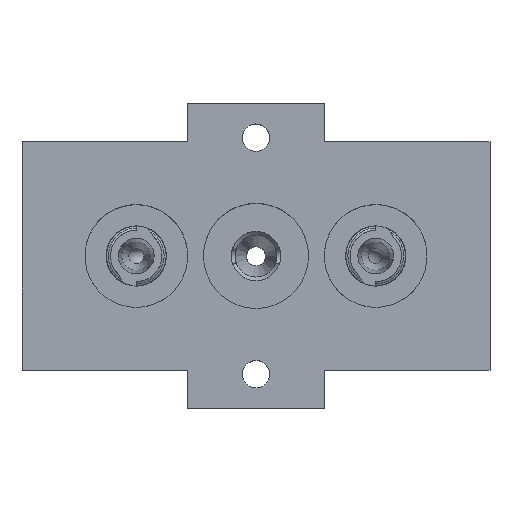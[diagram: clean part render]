
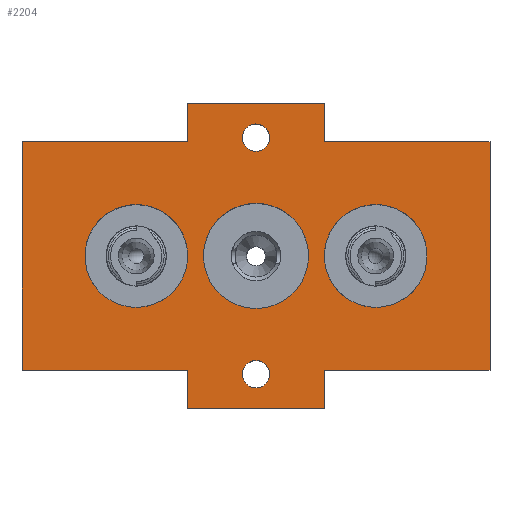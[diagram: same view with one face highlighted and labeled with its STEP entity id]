
A CAD part, top view. The second image highlights one B-rep face of the part: STEP entity #2204.
In plain terms, the highlighted planar face has unit normal (0, 0, 1).
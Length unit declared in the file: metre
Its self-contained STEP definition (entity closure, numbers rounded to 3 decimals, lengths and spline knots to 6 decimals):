
#176=LINE('',#3021,#292);
#185=LINE('',#3049,#301);
#188=LINE('',#3063,#304);
#195=LINE('',#3078,#311);
#196=LINE('',#3092,#312);
#199=LINE('',#3097,#315);
#276=LINE('',#7616,#392);
#277=LINE('',#7618,#393);
#278=LINE('',#7620,#394);
#279=LINE('',#7621,#395);
#280=LINE('',#7623,#396);
#281=LINE('',#7625,#397);
#282=LINE('',#7626,#398);
#283=LINE('',#7627,#399);
#292=VECTOR('',#2458,1.);
#301=VECTOR('',#2479,1.);
#304=VECTOR('',#2492,1.);
#311=VECTOR('',#2501,1.);
#312=VECTOR('',#2518,1.);
#315=VECTOR('',#2523,1.);
#392=VECTOR('',#2978,1.);
#393=VECTOR('',#2979,1.);
#394=VECTOR('',#2980,1.);
#395=VECTOR('',#2981,1.);
#396=VECTOR('',#2982,1.);
#397=VECTOR('',#2983,1.);
#398=VECTOR('',#2984,1.);
#399=VECTOR('',#2985,1.);
#949=ORIENTED_EDGE('',*,*,#1015,.T.);
#950=ORIENTED_EDGE('',*,*,#1301,.F.);
#951=ORIENTED_EDGE('',*,*,#1302,.F.);
#952=ORIENTED_EDGE('',*,*,#1303,.T.);
#953=ORIENTED_EDGE('',*,*,#1041,.T.);
#954=ORIENTED_EDGE('',*,*,#1050,.T.);
#955=ORIENTED_EDGE('',*,*,#1034,.F.);
#956=ORIENTED_EDGE('',*,*,#1304,.F.);
#957=ORIENTED_EDGE('',*,*,#1305,.T.);
#958=ORIENTED_EDGE('',*,*,#1306,.T.);
#959=ORIENTED_EDGE('',*,*,#1028,.F.);
#960=ORIENTED_EDGE('',*,*,#1047,.F.);
#961=ORIENTED_EDGE('',*,*,#1019,.T.);
#962=ORIENTED_EDGE('',*,*,#1307,.T.);
#963=ORIENTED_EDGE('',*,*,#1235,.T.);
#964=ORIENTED_EDGE('',*,*,#1308,.F.);
#965=ORIENTED_EDGE('',*,*,#1030,.T.);
#966=ORIENTED_EDGE('',*,*,#1058,.F.);
#967=ORIENTED_EDGE('',*,*,#1060,.F.);
#1015=EDGE_CURVE('',#1319,#1318,#176,.T.);
#1019=EDGE_CURVE('',#1322,#1323,#1526,.F.);
#1028=EDGE_CURVE('',#1331,#1328,#185,.T.);
#1030=EDGE_CURVE('',#1333,#1333,#1530,.F.);
#1034=EDGE_CURVE('',#1337,#1338,#188,.T.);
#1041=EDGE_CURVE('',#1341,#1344,#195,.T.);
#1047=EDGE_CURVE('',#1319,#1331,#196,.T.);
#1050=EDGE_CURVE('',#1344,#1338,#199,.T.);
#1058=EDGE_CURVE('',#1357,#1357,#1542,.T.);
#1060=EDGE_CURVE('',#1359,#1359,#1544,.T.);
#1235=EDGE_CURVE('',#1475,#1473,#1610,.F.);
#1301=EDGE_CURVE('',#1520,#1318,#276,.T.);
#1302=EDGE_CURVE('',#1521,#1520,#277,.T.);
#1303=EDGE_CURVE('',#1521,#1341,#278,.T.);
#1304=EDGE_CURVE('',#1522,#1337,#279,.T.);
#1305=EDGE_CURVE('',#1522,#1523,#280,.T.);
#1306=EDGE_CURVE('',#1523,#1328,#281,.T.);
#1307=EDGE_CURVE('',#1323,#1322,#282,.T.);
#1308=EDGE_CURVE('',#1475,#1473,#283,.T.);
#1318=VERTEX_POINT('',#3020);
#1319=VERTEX_POINT('',#3022);
#1322=VERTEX_POINT('',#3030);
#1323=VERTEX_POINT('',#3031);
#1328=VERTEX_POINT('',#3042);
#1331=VERTEX_POINT('',#3048);
#1333=VERTEX_POINT('',#3054);
#1337=VERTEX_POINT('',#3062);
#1338=VERTEX_POINT('',#3064);
#1341=VERTEX_POINT('',#3071);
#1344=VERTEX_POINT('',#3077);
#1357=VERTEX_POINT('',#3119);
#1359=VERTEX_POINT('',#3124);
#1473=VERTEX_POINT('',#4472);
#1475=VERTEX_POINT('',#4475);
#1520=VERTEX_POINT('',#7617);
#1521=VERTEX_POINT('',#7619);
#1522=VERTEX_POINT('',#7622);
#1523=VERTEX_POINT('',#7624);
#1526=CIRCLE('',#2232,0.00675);
#1530=CIRCLE('',#2238,0.0069);
#1542=CIRCLE('',#2263,0.0018);
#1544=CIRCLE('',#2266,0.0018);
#1610=CIRCLE('',#2408,0.00675);
#1801=EDGE_LOOP('',(#949,#950,#951,#952,#953,#954,#955,#956,#957,#958,#959,
#960));
#1802=EDGE_LOOP('',(#961,#962));
#1803=EDGE_LOOP('',(#963,#964));
#1804=EDGE_LOOP('',(#965));
#1805=EDGE_LOOP('',(#966));
#1806=EDGE_LOOP('',(#967));
#1997=FACE_BOUND('',#1801,.T.);
#1998=FACE_BOUND('',#1802,.T.);
#1999=FACE_BOUND('',#1803,.T.);
#2000=FACE_BOUND('',#1804,.T.);
#2001=FACE_BOUND('',#1805,.T.);
#2002=FACE_BOUND('',#1806,.T.);
#2067=PLANE('',#2439);
#2204=ADVANCED_FACE('',(#1997,#1998,#1999,#2000,#2001,#2002),#2067,.T.);
#2232=AXIS2_PLACEMENT_3D('',#3029,#2465,#2466);
#2238=AXIS2_PLACEMENT_3D('',#3053,#2484,#2485);
#2263=AXIS2_PLACEMENT_3D('',#3118,#2550,#2551);
#2266=AXIS2_PLACEMENT_3D('',#3123,#2556,#2557);
#2408=AXIS2_PLACEMENT_3D('',#4474,#2897,#2898);
#2439=AXIS2_PLACEMENT_3D('',#7615,#2976,#2977);
#2458=DIRECTION('',(-1.,0.,0.));
#2465=DIRECTION('',(0.,0.,1.));
#2466=DIRECTION('',(1.,0.,0.));
#2479=DIRECTION('',(-1.,0.,0.));
#2484=DIRECTION('',(0.,0.,1.));
#2485=DIRECTION('',(1.,0.,0.));
#2492=DIRECTION('',(-1.,0.,0.));
#2501=DIRECTION('',(-1.,0.,0.));
#2518=DIRECTION('',(0.,-1.,0.));
#2523=DIRECTION('',(0.,-1.,0.));
#2550=DIRECTION('',(0.,0.,1.));
#2551=DIRECTION('',(1.,0.,0.));
#2556=DIRECTION('',(0.,0.,1.));
#2557=DIRECTION('',(1.,0.,0.));
#2897=DIRECTION('',(0.,0.,1.));
#2898=DIRECTION('',(1.,0.,0.));
#2976=DIRECTION('',(0.,0.,1.));
#2977=DIRECTION('',(1.,0.,0.));
#2978=DIRECTION('',(0.,-1.,0.));
#2979=DIRECTION('',(1.,0.,0.));
#2980=DIRECTION('',(0.,-1.,0.));
#2981=DIRECTION('',(0.,1.,0.));
#2982=DIRECTION('',(1.,0.,0.));
#2983=DIRECTION('',(0.,1.,0.));
#2984=DIRECTION('',(0.,1.,0.));
#2985=DIRECTION('',(0.,1.,0.));
#3020=CARTESIAN_POINT('',(0.011975,0.00971,0.000988));
#3021=CARTESIAN_POINT('',(0.002975,0.00971,0.000988));
#3022=CARTESIAN_POINT('',(0.033696,0.00971,0.000988));
#3029=CARTESIAN_POINT('',(0.018696,-0.00529,0.000988));
#3030=CARTESIAN_POINT('',(0.011975,-0.004661,0.000988));
#3031=CARTESIAN_POINT('',(0.011975,-0.005919,0.000988));
#3042=CARTESIAN_POINT('',(0.011975,-0.02029,0.000988));
#3048=CARTESIAN_POINT('',(0.033696,-0.02029,0.000988));
#3049=CARTESIAN_POINT('',(0.002975,-0.02029,0.000988));
#3053=CARTESIAN_POINT('',(0.002975,-0.00529,0.000988));
#3054=CARTESIAN_POINT('',(0.009875,-0.00529,0.000988));
#3062=CARTESIAN_POINT('',(-0.006025,-0.02029,0.000988));
#3063=CARTESIAN_POINT('',(0.002975,-0.02029,0.000988));
#3064=CARTESIAN_POINT('',(-0.027745,-0.02029,0.000988));
#3071=CARTESIAN_POINT('',(-0.006025,0.00971,0.000988));
#3077=CARTESIAN_POINT('',(-0.027745,0.00971,0.000988));
#3078=CARTESIAN_POINT('',(0.002975,0.00971,0.000988));
#3092=CARTESIAN_POINT('',(0.033696,0.00221,0.000988));
#3097=CARTESIAN_POINT('',(-0.027745,-0.00529,0.000988));
#3118=CARTESIAN_POINT('',(0.002975,-0.020815,0.000988));
#3119=CARTESIAN_POINT('',(0.004775,-0.020815,0.000988));
#3123=CARTESIAN_POINT('',(0.002975,0.010235,0.000988));
#3124=CARTESIAN_POINT('',(0.004775,0.010235,0.000988));
#4472=CARTESIAN_POINT('',(-0.006025,-0.004661,0.000988));
#4474=CARTESIAN_POINT('',(-0.012745,-0.00529,0.000988));
#4475=CARTESIAN_POINT('',(-0.006025,-0.005919,0.000988));
#7615=CARTESIAN_POINT('',(0.002975,-0.00529,0.000988));
#7616=CARTESIAN_POINT('',(0.011975,0.01471,0.000988));
#7617=CARTESIAN_POINT('',(0.011975,0.01471,0.000988));
#7618=CARTESIAN_POINT('',(0.002975,0.01471,0.000988));
#7619=CARTESIAN_POINT('',(-0.006025,0.01471,0.000988));
#7620=CARTESIAN_POINT('',(-0.006025,0.01471,0.000988));
#7621=CARTESIAN_POINT('',(-0.006025,-0.02529,0.000988));
#7622=CARTESIAN_POINT('',(-0.006025,-0.02529,0.000988));
#7623=CARTESIAN_POINT('',(0.002975,-0.02529,0.000988));
#7624=CARTESIAN_POINT('',(0.011975,-0.02529,0.000988));
#7625=CARTESIAN_POINT('',(0.011975,-0.02529,0.000988));
#7626=CARTESIAN_POINT('',(0.011975,-0.020292,0.000988));
#7627=CARTESIAN_POINT('',(-0.006025,-0.020292,0.000988));
